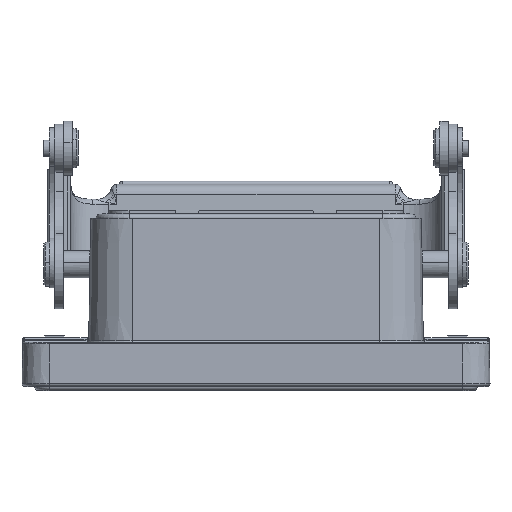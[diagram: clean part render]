
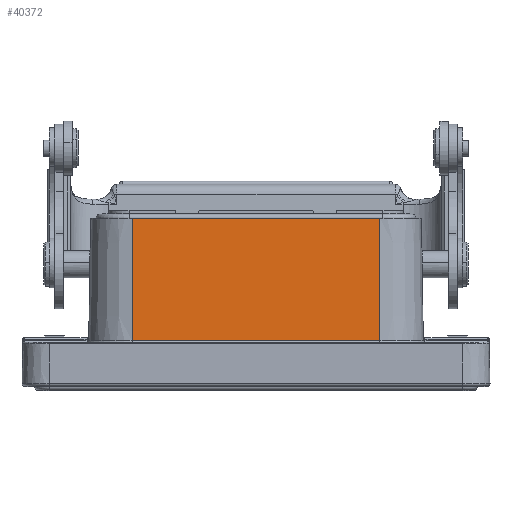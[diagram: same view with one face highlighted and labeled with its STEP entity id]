
A CAD part, top view. The second image highlights one B-rep face of the part: STEP entity #40372.
In plain terms, the highlighted planar face has unit normal (0, 0.018, 1).
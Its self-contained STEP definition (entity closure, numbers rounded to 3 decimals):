
#10216=DIRECTION('',(-1.,0.,0.));
#10217=VECTOR('',#10216,45.);
#10218=CARTESIAN_POINT('',(64.991,9.045,
-2.104));
#10219=LINE('',#10218,#10217);
#10220=DIRECTION('',(0.,1.,-0.017));
#10221=VECTOR('',#10220,22.209);
#10222=CARTESIAN_POINT('',(19.991,9.045,
-2.104));
#10223=LINE('',#10222,#10221);
#10224=DIRECTION('',(1.,0.,0.));
#10225=VECTOR('',#10224,45.);
#10226=CARTESIAN_POINT('',(19.991,31.25,-2.491));
#10227=LINE('',#10226,#10225);
#10228=DIRECTION('',(0.,1.,-0.017));
#10229=VECTOR('',#10228,22.209);
#10230=CARTESIAN_POINT('',(64.991,9.045,
-2.104));
#10231=LINE('',#10230,#10229);
#18498=CARTESIAN_POINT('',(19.991,31.25,-2.491));
#18500=VERTEX_POINT('',#18498);
#18504=CARTESIAN_POINT('',(64.991,31.25,-2.491));
#18505=VERTEX_POINT('',#18504);
#18846=CARTESIAN_POINT('',(19.991,9.045,
-2.104));
#18847=VERTEX_POINT('',#18846);
#19052=CARTESIAN_POINT('',(64.991,9.045,
-2.104));
#19053=VERTEX_POINT('',#19052);
#40360=CARTESIAN_POINT('',(42.491,20.147,
-2.297));
#40361=DIRECTION('',(0.,0.017,1.));
#40362=DIRECTION('',(-1.,0.,0.));
#40363=AXIS2_PLACEMENT_3D('',#40360,#40361,#40362);
#40364=PLANE('',#40363);
#40365=ORIENTED_EDGE('',*,*,#40353,.T.);
#40366=ORIENTED_EDGE('',*,*,#39278,.T.);
#40367=ORIENTED_EDGE('',*,*,#39156,.T.);
#40369=ORIENTED_EDGE('',*,*,#40368,.F.);
#40370=EDGE_LOOP('',(#40365,#40366,#40367,#40369));
#40371=FACE_OUTER_BOUND('',#40370,.F.);
#40372=ADVANCED_FACE('',(#40371),#40364,.T.);
#39156=EDGE_CURVE('',#18500,#18505,#10227,.T.);
#39278=EDGE_CURVE('',#18847,#18500,#10223,.T.);
#40353=EDGE_CURVE('',#19053,#18847,#10219,.T.);
#40368=EDGE_CURVE('',#19053,#18505,#10231,.T.);
